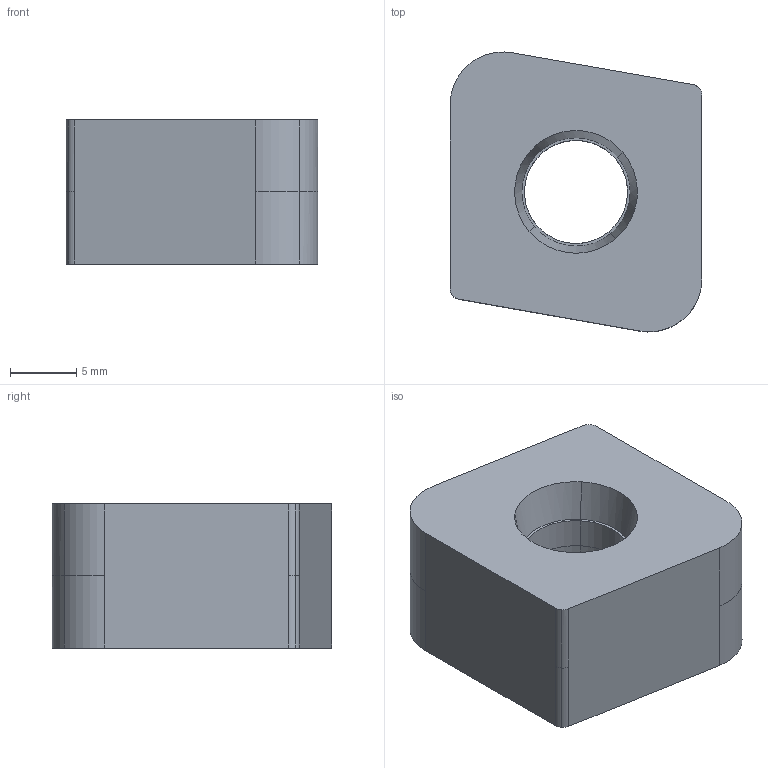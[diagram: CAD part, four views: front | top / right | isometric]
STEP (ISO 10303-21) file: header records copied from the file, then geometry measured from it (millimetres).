
FILE_DESCRIPTION(/* description */ (''),/* implementation_level */ '2;1');
FILE_NAME(/* name */ 'aaa318489_a.stp',/* time_stamp */ '2018-05-22T16:16:42+02:00',/* author */ (''),/* organization */ ('SMS'),/* preprocessor_version */ 'ST-DEVELOPER v15',/* originating_system */ 'SIEMENS PLM Software NX 8.5',/* authorisation */ '');
FILE_SCHEMA (('AUTOMOTIVE_DESIGN { 1 0 10303 214 3 1 1 1 }'));
Length unit declared in the file: millimetre
Products named in the file (1): AAA318489_A
Bounding box: 19.05 x 21.17 x 10.9 mm (x, y, z)
Volume: 3304.5 mm3; surface area: 1661.7 mm2
Topology: 1 solids, 1 shells, 42 faces, 105 edges, 67 vertices
Faces by surface type: bspline 32, plane 10
Entity records: 3519 total; most frequent: CARTESIAN_POINT 2712, ORIENTED_EDGE 208, EDGE_CURVE 104, B_SPLINE_CURVE_WITH_KNOTS 75, VERTEX_POINT 64, DIRECTION 56, EDGE_LOOP 44, ADVANCED_FACE 42
